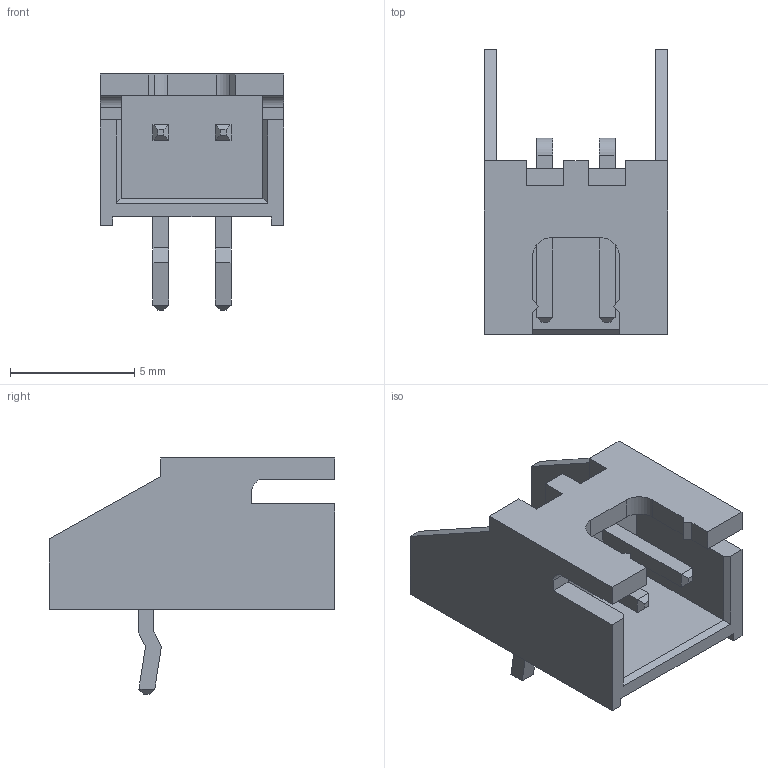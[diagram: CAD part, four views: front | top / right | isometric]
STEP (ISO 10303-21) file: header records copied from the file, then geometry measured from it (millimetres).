
FILE_DESCRIPTION(/* description */ ('model of JST_XH_S2B-XH-A-1_1x02_P2.50mm_Horizontal'),/* implementation_level */ '2;1');
FILE_NAME(/* name */ 'JST_XH_S2B-XH-A-1_1x02_P2.50mm_Horizontal.step',/* time_stamp */ '2019-02-08T20:54:01',/* author */ ('Rene Poeschl',''),/* organization */ (''),/* preprocessor_version */ '',/* originating_system */ '',/* authorisation */ '');
FILE_SCHEMA(('AUTOMOTIVE_DESIGN { 1 0 10303 214 1 1 1 1 }'));
Length unit declared in the file: millimetre
Products named in the file (1): JST_S2B_XH_A_1
Bounding box: 7.4 x 11.5 x 9.5 mm (x, y, z)
Volume: 179.7 mm3; surface area: 509.6 mm2
Topology: 1 solids, 1 shells, 105 faces, 287 edges, 188 vertices
Faces by surface type: plane 97, cylinder 8
Entity records: 4005 total; most frequent: CARTESIAN_POINT 581, ORIENTED_EDGE 574, DIRECTION 515, EDGE_CURVE 287, LINE 271, VECTOR 271, VERTEX_POINT 188, AXIS2_PLACEMENT_3D 122
